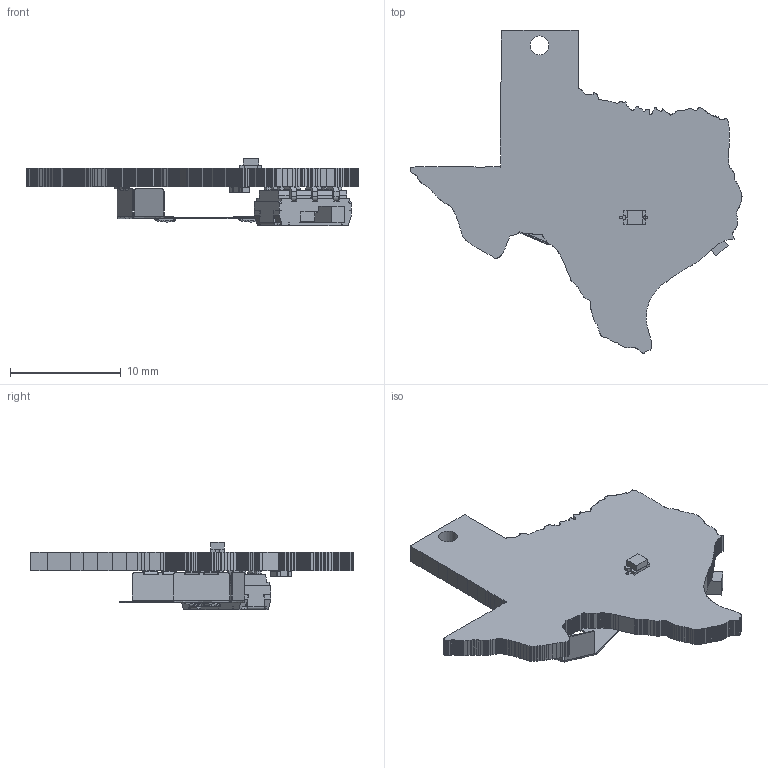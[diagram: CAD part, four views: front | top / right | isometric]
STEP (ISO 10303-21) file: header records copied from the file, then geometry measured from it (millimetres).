
FILE_DESCRIPTION(/* description */ (''),/* implementation_level */ '2;1');
FILE_NAME(/* name */ 'Texas.step',/* time_stamp */ '2021-11-28T22:19:31-06:00',/* author */ (''),/* organization */ (''),/* preprocessor_version */ 'ST-DEVELOPER v18.1',/* originating_system */ 'Autodesk Translation Framework v10.10.0.1391',/* authorisation */ '');
FILE_SCHEMA (('AUTOMOTIVE_DESIGN { 1 0 10303 214 3 1 1 }'));
Length unit declared in the file: millimetre
Products named in the file (9): Texas; PCB Component; Board; CHIP-LED0805; R0603; CL-SB-22A-02T-SLIDE-SWITCH-TUCKED-PADS; _22A-11_c; _2Side setting_s; BAT-HLD-012-SMT
Assembly tree (8 placements, depth 4):
  Texas
    PCB Component
      Board
      CHIP-LED0805
      R0603
      CL-SB-22A-02T-SLIDE-SWITCH-TUCKED-PADS
        _22A-11_c
        _2Side setting_s
      BAT-HLD-012-SMT
Bounding box: 30 x 29.26 x 6.07 mm (x, y, z)
Volume: 796.5 mm3; surface area: 1635.2 mm2
Topology: 6 solids, 6 shells, 1320 faces, 3757 edges, 2442 vertices
Faces by surface type: plane 1140, cylinder 113, bspline 51, sphere 16
Full cylindrical faces by diameter (mm): 0.254 x2, 0.8 x1, 1 x1, 1.7 x1
Entity records: 43199 total; most frequent: CARTESIAN_POINT 8083, ORIENTED_EDGE 7514, DIRECTION 6638, EDGE_CURVE 3757, LINE 3416, VECTOR 3416, VERTEX_POINT 2442, AXIS2_PLACEMENT_3D 1611
